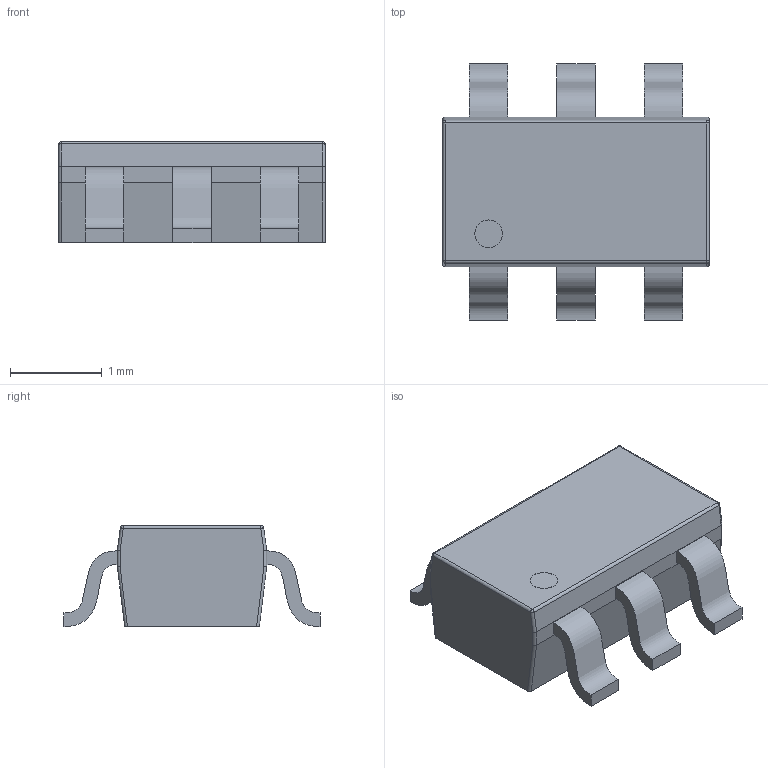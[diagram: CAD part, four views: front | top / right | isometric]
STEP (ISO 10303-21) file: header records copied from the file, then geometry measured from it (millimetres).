
FILE_DESCRIPTION (( 'STEP AP214' ), '1' );
FILE_NAME ('SOT23-6.STEP', '2023-06-16T12:49:26', ( 'user' ), ( '' ), 'SwSTEP 2.0', 'SolidWorks 2012', '' );
FILE_SCHEMA (( 'AUTOMOTIVE_DESIGN' ));
Length unit declared in the file: millimetre
Products named in the file (1): SOT23-6
Bounding box: 2.9 x 2.79 x 1.1 mm (x, y, z)
Volume: 5.4 mm3; surface area: 25.5 mm2
Topology: 2 solids, 2 shells, 64 faces, 142 edges, 88 vertices
Faces by surface type: plane 30, cylinder 18, bspline 12, sphere 4
Entity records: 3309 total; most frequent: CARTESIAN_POINT 1255, ORIENTED_EDGE 284, DIRECTION 228, EDGE_CURVE 142, LINE 90, VECTOR 90, VERTEX_POINT 88, EDGE_LOOP 70
